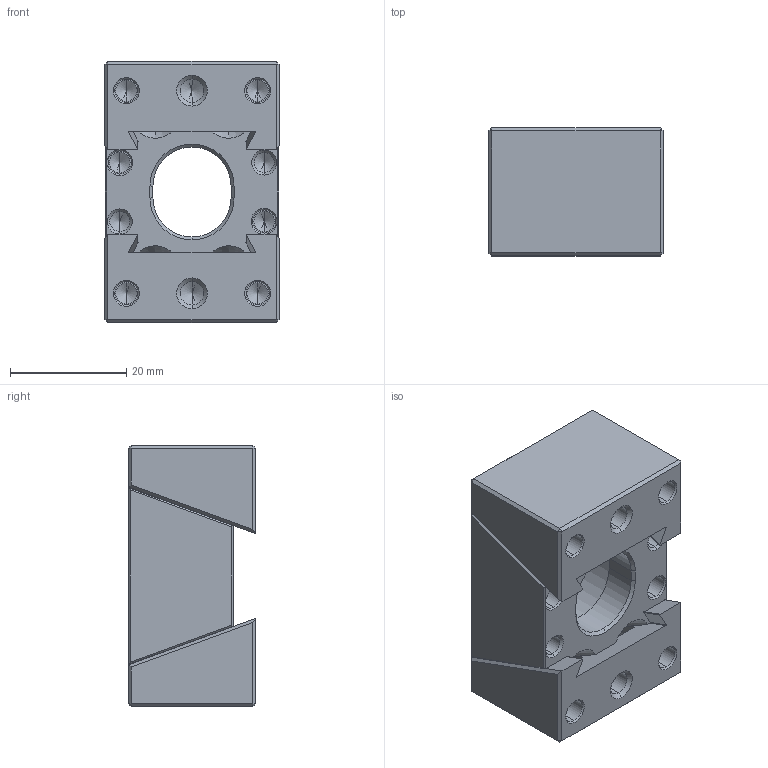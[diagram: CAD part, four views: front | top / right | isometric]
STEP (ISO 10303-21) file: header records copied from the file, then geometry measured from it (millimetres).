
FILE_DESCRIPTION (( 'STEP AP203' ), '1' );
FILE_NAME ('2030-VF13-S-CP.STEP', '2019-11-20T16:41:52', ( 'MTM-ENG1' ), ( 'Microsoft' ), 'SwSTEP 2.0', 'SolidWorks 2020', '' );
FILE_SCHEMA (( 'CONFIG_CONTROL_DESIGN' ));
Length unit declared in the file: inch
Products named in the file (4): 2031-VF15-S-H13-JAW.STEP; 2031-VF15-WEDGE-H13.STEP; 2030-VF15-S-H13-CP.STEP; 2030-VF13-S-CP
Assembly tree (4 placements, depth 3):
  2030-VF13-S-CP
    2030-VF15-S-H13-CP.STEP
      2031-VF15-WEDGE-H13.STEP
      2031-VF15-S-H13-JAW.STEP  x2
Bounding box: 30 x 22 x 45.09 mm (x, y, z)
Volume: 19923.6 mm3; surface area: 11361.7 mm2
Topology: 3 solids, 3 shells, 515 faces, 1352 edges, 861 vertices
Faces by surface type: plane 212, cylinder 189, bspline 62, cone 52
Entity records: 18059 total; most frequent: CARTESIAN_POINT 6609, ORIENTED_EDGE 2396, DIRECTION 2169, EDGE_CURVE 1198, VERTEX_POINT 780, AXIS2_PLACEMENT_3D 740, VECTOR 689, LINE 689
